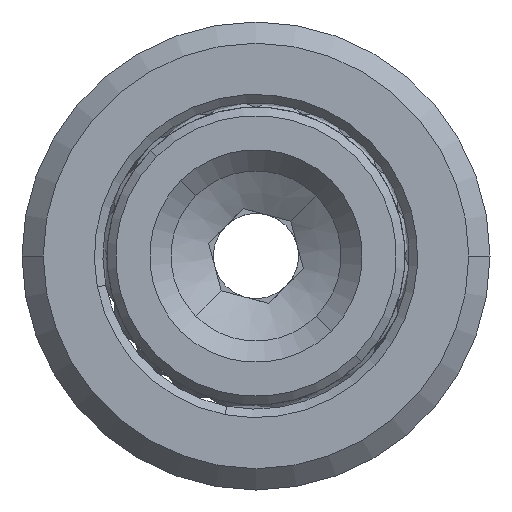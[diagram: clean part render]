
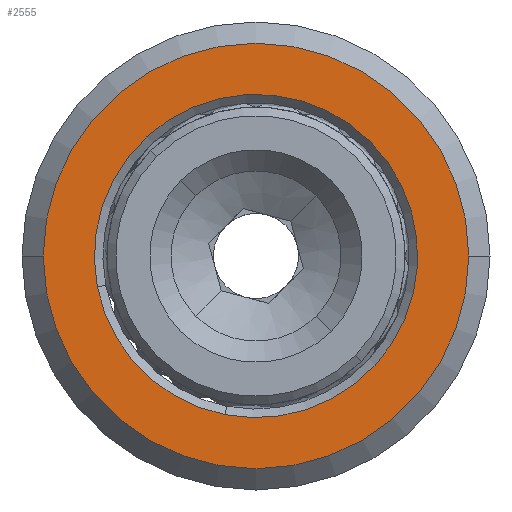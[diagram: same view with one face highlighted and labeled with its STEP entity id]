
A CAD part, left-side view. The second image highlights one B-rep face of the part: STEP entity #2555.
In plain terms, the highlighted planar face has unit normal (-1, 0, 0).
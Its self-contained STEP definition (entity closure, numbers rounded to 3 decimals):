
#1061=CARTESIAN_POINT('',(0.,0.,0.));
#1062=DIRECTION('',(-1.,0.,0.));
#1063=DIRECTION('',(0.,1.,0.));
#1064=AXIS2_PLACEMENT_3D('',#1061,#1062,#1063);
#1066=CARTESIAN_POINT('',(0.,0.,0.));
#1067=DIRECTION('',(-1.,0.,0.));
#1068=DIRECTION('',(0.,-1.,0.));
#1069=AXIS2_PLACEMENT_3D('',#1066,#1067,#1068);
#1071=CARTESIAN_POINT('',(0.,0.,0.));
#1072=DIRECTION('',(-1.,0.,0.));
#1073=DIRECTION('',(0.,0.982,-0.191));
#1074=AXIS2_PLACEMENT_3D('',#1071,#1072,#1073);
#1076=CARTESIAN_POINT('',(0.,0.,0.));
#1077=DIRECTION('',(-1.,0.,0.));
#1078=DIRECTION('',(0.,0.191,-0.982));
#1079=AXIS2_PLACEMENT_3D('',#1076,#1077,#1078);
#1824=CARTESIAN_POINT('',(0.,5.,0.));
#1825=CARTESIAN_POINT('',(0.,-5.,0.));
#1826=VERTEX_POINT('',#1824);
#1827=VERTEX_POINT('',#1825);
#1832=CARTESIAN_POINT('',(0.,3.73,-0.725));
#1833=CARTESIAN_POINT('',(0.,0.725,-3.73));
#1834=VERTEX_POINT('',#1832);
#1835=VERTEX_POINT('',#1833);
#2539=CARTESIAN_POINT('',(0.,0.,0.));
#2540=DIRECTION('',(1.,0.,0.));
#2541=DIRECTION('',(0.,-1.,0.));
#2542=AXIS2_PLACEMENT_3D('',#2539,#2540,#2541);
#2543=PLANE('',#2542);
#2544=ORIENTED_EDGE('',*,*,#2522,.F.);
#2546=ORIENTED_EDGE('',*,*,#2545,.F.);
#2547=EDGE_LOOP('',(#2544,#2546));
#2548=FACE_OUTER_BOUND('',#2547,.F.);
#2550=ORIENTED_EDGE('',*,*,#2549,.T.);
#2552=ORIENTED_EDGE('',*,*,#2551,.T.);
#2553=EDGE_LOOP('',(#2550,#2552));
#2554=FACE_BOUND('',#2553,.F.);
#2555=ADVANCED_FACE('',(#2548,#2554),#2543,.F.);
#1065=CIRCLE('',#1064,5.);
#1070=CIRCLE('',#1069,5.);
#1075=CIRCLE('',#1074,3.8);
#1080=CIRCLE('',#1079,3.8);
#2522=EDGE_CURVE('',#1826,#1827,#1065,.T.);
#2545=EDGE_CURVE('',#1827,#1826,#1070,.T.);
#2549=EDGE_CURVE('',#1834,#1835,#1075,.T.);
#2551=EDGE_CURVE('',#1835,#1834,#1080,.T.);
